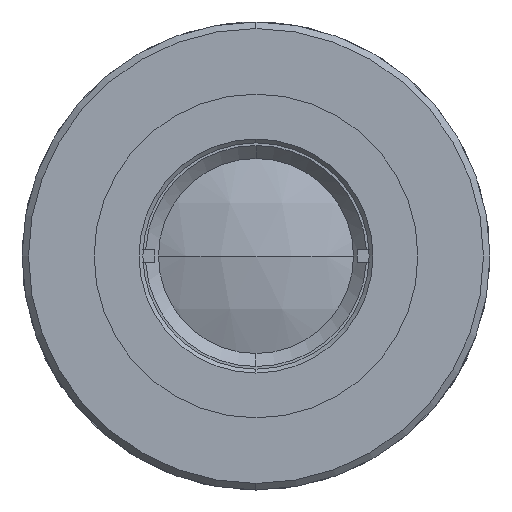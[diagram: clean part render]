
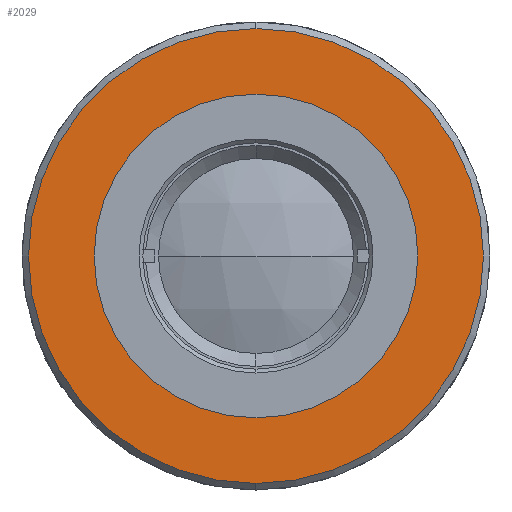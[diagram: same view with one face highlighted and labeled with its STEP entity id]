
A CAD part, left-side view. The second image highlights one B-rep face of the part: STEP entity #2029.
In plain terms, the highlighted planar face has unit normal (-1, 0, 0).
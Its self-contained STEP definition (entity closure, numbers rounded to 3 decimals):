
#50 = DIRECTION ( 'NONE',  ( -1., 0., 0. ) ) ;
#119 = VERTEX_POINT ( 'NONE', #1969 ) ;
#133 = DIRECTION ( 'NONE',  ( 0., 0., -1. ) ) ;
#158 = AXIS2_PLACEMENT_3D ( 'NONE', #1160, #50, #2187 ) ;
#385 = CIRCLE ( 'NONE', #158, 12.45 ) ;
#613 = CARTESIAN_POINT ( 'NONE',  ( -5.003, 0., 17.5 ) ) ;
#671 = AXIS2_PLACEMENT_3D ( 'NONE', #3468, #4472, #3117 ) ;
#687 = VERTEX_POINT ( 'NONE', #1002 ) ;
#702 = EDGE_CURVE ( 'NONE', #888, #119, #4582, .T. ) ;
#888 = VERTEX_POINT ( 'NONE', #613 ) ;
#1002 = CARTESIAN_POINT ( 'NONE',  ( -5.003, 0., -12.45 ) ) ;
#1027 = DIRECTION ( 'NONE',  ( 1., 0., 0. ) ) ;
#1054 = DIRECTION ( 'NONE',  ( 0., 0., -1. ) ) ;
#1100 = CARTESIAN_POINT ( 'NONE',  ( -5.003, 18., 0. ) ) ;
#1104 = EDGE_CURVE ( 'NONE', #119, #888, #2689, .T. ) ;
#1160 = CARTESIAN_POINT ( 'NONE',  ( -5.003, 0., 0. ) ) ;
#1162 = CARTESIAN_POINT ( 'NONE',  ( -5.003, 0., 12.45 ) ) ;
#1432 = EDGE_CURVE ( 'NONE', #687, #4079, #4484, .T. ) ;
#1564 = ORIENTED_EDGE ( 'NONE', *, *, #1104, .T. ) ;
#1578 = AXIS2_PLACEMENT_3D ( 'NONE', #2008, #4522, #1970 ) ;
#1769 = EDGE_CURVE ( 'NONE', #4079, #687, #385, .T. ) ;
#1969 = CARTESIAN_POINT ( 'NONE',  ( -5.003, 0., -17.5 ) ) ;
#1970 = DIRECTION ( 'NONE',  ( 0., 0., 1. ) ) ;
#2008 = CARTESIAN_POINT ( 'NONE',  ( -5.003, 0., 0. ) ) ;
#2029 = ADVANCED_FACE ( 'NONE', ( #3176, #4242 ), #4266, .F. ) ;
#2187 = DIRECTION ( 'NONE',  ( 0., 0., 1. ) ) ;
#2403 = AXIS2_PLACEMENT_3D ( 'NONE', #1100, #1027, #1054 ) ;
#2673 = EDGE_LOOP ( 'NONE', ( #1564, #2896 ) ) ;
#2689 = CIRCLE ( 'NONE', #3287, 17.5 ) ;
#2896 = ORIENTED_EDGE ( 'NONE', *, *, #702, .T. ) ;
#2950 = CARTESIAN_POINT ( 'NONE',  ( -5.003, 0., 0. ) ) ;
#3027 = ORIENTED_EDGE ( 'NONE', *, *, #1769, .F. ) ;
#3117 = DIRECTION ( 'NONE',  ( 0., 0., -1. ) ) ;
#3176 = FACE_OUTER_BOUND ( 'NONE', #2673, .T. ) ;
#3182 = ORIENTED_EDGE ( 'NONE', *, *, #1432, .F. ) ;
#3287 = AXIS2_PLACEMENT_3D ( 'NONE', #2950, #3332, #133 ) ;
#3332 = DIRECTION ( 'NONE',  ( -1., 0., 0. ) ) ;
#3468 = CARTESIAN_POINT ( 'NONE',  ( -5.003, 0., 0. ) ) ;
#3955 = EDGE_LOOP ( 'NONE', ( #3027, #3182 ) ) ;
#4079 = VERTEX_POINT ( 'NONE', #1162 ) ;
#4242 = FACE_BOUND ( 'NONE', #3955, .T. ) ;
#4266 = PLANE ( 'NONE',  #2403 ) ;
#4472 = DIRECTION ( 'NONE',  ( -1., 0., 0. ) ) ;
#4484 = CIRCLE ( 'NONE', #1578, 12.45 ) ;
#4522 = DIRECTION ( 'NONE',  ( -1., 0., 0. ) ) ;
#4582 = CIRCLE ( 'NONE', #671, 17.5 ) ;
